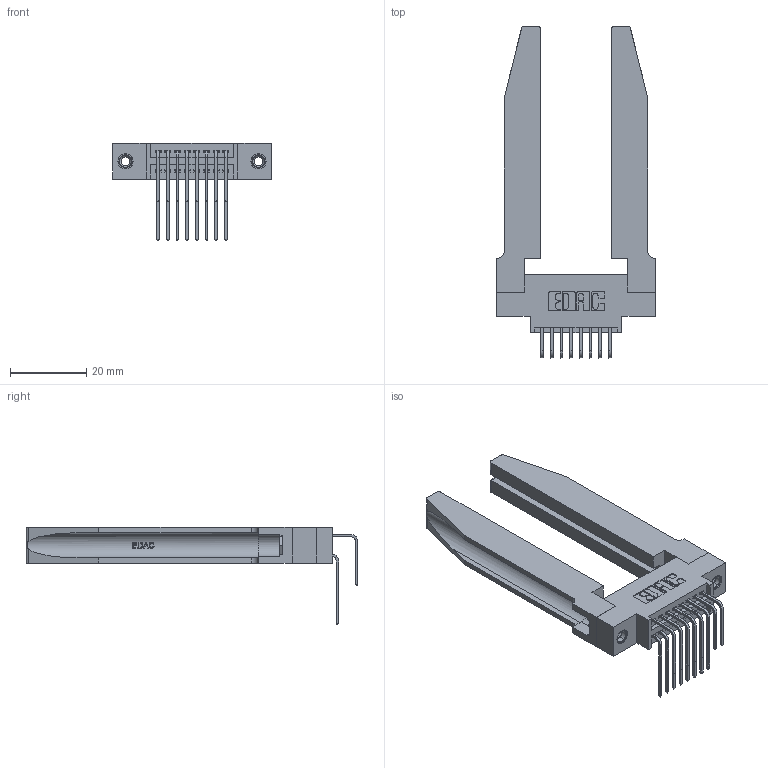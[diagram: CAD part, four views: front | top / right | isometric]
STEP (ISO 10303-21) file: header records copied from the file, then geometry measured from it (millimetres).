
FILE_DESCRIPTION (( 'STEP AP203' ), '1' );
FILE_NAME ('395-016-558-878.STEP', '2019-10-15T18:51:52', ( '' ), ( '' ), 'SwSTEP 2.0', 'SolidWorks 2016', '' );
FILE_SCHEMA (( 'CONFIG_CONTROL_DESIGN' ));
Length unit declared in the file: inch
Products named in the file (6): 395-016-558-878; 345 Part_0.170 Offset - 0.156 Dia-TH; 345-292-001_558 559 Tail - 1; 345-292-001_558 Tail - 2; 345-250-001_345-250-001-102; 345-220-078_345-220-078
Assembly tree (21 placements, depth 2):
  395-016-558-878
    345 Part_0.170 Offset - 0.156 Dia-TH
    345-292-001_558 559 Tail - 1  x8
    345-292-001_558 Tail - 2  x8
    345-250-001_345-250-001-102  x2
    345-220-078_345-220-078  x2
Bounding box: 41.55 x 87.11 x 25.53 mm (x, y, z)
Volume: 11470.4 mm3; surface area: 12226.6 mm2
Topology: 21 solids, 21 shells, 1196 faces, 3441 edges, 2262 vertices
Faces by surface type: plane 786, cylinder 358, bspline 36, cone 12, torus 4
Entity records: 17378 total; most frequent: CARTESIAN_POINT 3910, ORIENTED_EDGE 2690, DIRECTION 2455, EDGE_CURVE 1345, LINE 1047, VECTOR 1047, VERTEX_POINT 888, AXIS2_PLACEMENT_3D 704
